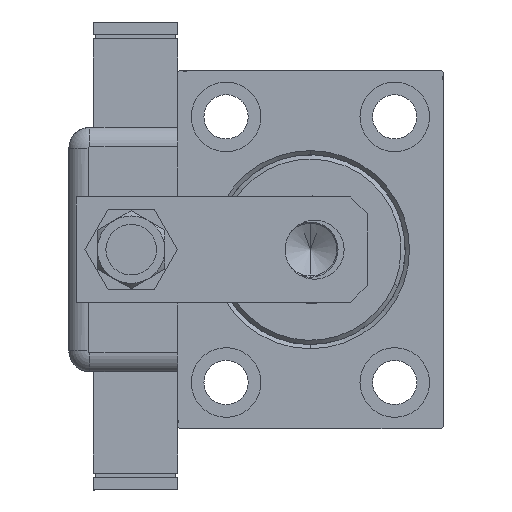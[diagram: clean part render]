
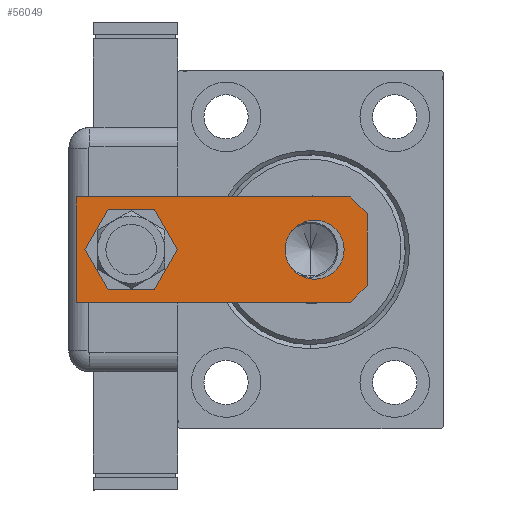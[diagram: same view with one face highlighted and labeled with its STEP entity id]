
A CAD part, left-side view. The second image highlights one B-rep face of the part: STEP entity #56049.
In plain terms, the highlighted face is planar.
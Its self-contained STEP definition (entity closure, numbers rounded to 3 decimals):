
#1878 = CARTESIAN_POINT ( 'NONE',  ( 0., 12.5, 0. ) ) ;
#2326 = ORIENTED_EDGE ( 'NONE', *, *, #59409, .T. ) ;
#5366 = EDGE_CURVE ( 'NONE', #22227, #27792, #43255, .T. ) ;
#5460 = VECTOR ( 'NONE', #12099, 1000. ) ;
#6116 = ORIENTED_EDGE ( 'NONE', *, *, #39258, .T. ) ;
#6982 = CARTESIAN_POINT ( 'NONE',  ( 8.5, 0., 0. ) ) ;
#7529 = LINE ( 'NONE', #12327, #59088 ) ;
#8002 = VERTEX_POINT ( 'NONE', #24921 ) ;
#9460 = DIRECTION ( 'NONE',  ( 1., 0., 0. ) ) ;
#9736 = DIRECTION ( 'NONE',  ( 0., 0., 1. ) ) ;
#10261 = VERTEX_POINT ( 'NONE', #6982 ) ;
#11169 = VECTOR ( 'NONE', #52919, 1000. ) ;
#12099 = DIRECTION ( 'NONE',  ( -0.707, -0.707, 0. ) ) ;
#12320 = CARTESIAN_POINT ( 'NONE',  ( 0., 0., 0. ) ) ;
#12327 = CARTESIAN_POINT ( 'NONE',  ( 12.5, 69., 0. ) ) ;
#13779 = EDGE_CURVE ( 'NONE', #32810, #28092, #7529, .T. ) ;
#14241 = LINE ( 'NONE', #48530, #5460 ) ;
#14416 = AXIS2_PLACEMENT_3D ( 'NONE', #1878, #47612, #56970 ) ;
#15492 = CARTESIAN_POINT ( 'NONE',  ( -7., 56., 0. ) ) ;
#15687 = CARTESIAN_POINT ( 'NONE',  ( 12.5, 4., 0. ) ) ;
#16091 = DIRECTION ( 'NONE',  ( 1., 0., 0. ) ) ;
#16129 = DIRECTION ( 'NONE',  ( 1., 0., 0. ) ) ;
#16202 = AXIS2_PLACEMENT_3D ( 'NONE', #12320, #30661, #35810 ) ;
#16813 = FACE_BOUND ( 'NONE', #36023, .T. ) ;
#22227 = VERTEX_POINT ( 'NONE', #54719 ) ;
#23287 = EDGE_LOOP ( 'NONE', ( #27905, #6116 ) ) ;
#24152 = CARTESIAN_POINT ( 'NONE',  ( 0., 56., 0. ) ) ;
#24921 = CARTESIAN_POINT ( 'NONE',  ( 7., 12.5, 0. ) ) ;
#25179 = CARTESIAN_POINT ( 'NONE',  ( -8.5, 0., 0. ) ) ;
#25672 = AXIS2_PLACEMENT_3D ( 'NONE', #51953, #48324, #16091 ) ;
#25856 = PLANE ( 'NONE',  #16202 ) ;
#26599 = DIRECTION ( 'NONE',  ( 0., 1., 0. ) ) ;
#27072 = ORIENTED_EDGE ( 'NONE', *, *, #50750, .T. ) ;
#27483 = CIRCLE ( 'NONE', #25672, 7. ) ;
#27792 = VERTEX_POINT ( 'NONE', #48257 ) ;
#27905 = ORIENTED_EDGE ( 'NONE', *, *, #36278, .T. ) ;
#27939 = VECTOR ( 'NONE', #30281, 1000. ) ;
#28092 = VERTEX_POINT ( 'NONE', #58712 ) ;
#28667 = DIRECTION ( 'NONE',  ( 1., 0., 0. ) ) ;
#29900 = EDGE_LOOP ( 'NONE', ( #56300, #56728, #32395, #58907, #52662, #27072 ) ) ;
#30281 = DIRECTION ( 'NONE',  ( -0.707, 0.707, 0. ) ) ;
#30661 = DIRECTION ( 'NONE',  ( 0., 0., 1. ) ) ;
#32395 = ORIENTED_EDGE ( 'NONE', *, *, #45577, .F. ) ;
#32685 = AXIS2_PLACEMENT_3D ( 'NONE', #24152, #9736, #28667 ) ;
#32810 = VERTEX_POINT ( 'NONE', #54834 ) ;
#34363 = VECTOR ( 'NONE', #9460, 1000. ) ;
#35810 = DIRECTION ( 'NONE',  ( 1., 0., 0. ) ) ;
#36023 = EDGE_LOOP ( 'NONE', ( #2326, #52753 ) ) ;
#36278 = EDGE_CURVE ( 'NONE', #50501, #36592, #53851, .T. ) ;
#36520 = CIRCLE ( 'NONE', #14416, 7. ) ;
#36592 = VERTEX_POINT ( 'NONE', #41586 ) ;
#39258 = EDGE_CURVE ( 'NONE', #36592, #50501, #50083, .T. ) ;
#39327 = DIRECTION ( 'NONE',  ( 0., 0., 1. ) ) ;
#41586 = CARTESIAN_POINT ( 'NONE',  ( 7., 56., 0. ) ) ;
#43014 = VERTEX_POINT ( 'NONE', #15687 ) ;
#43255 = LINE ( 'NONE', #25179, #27939 ) ;
#44460 = CARTESIAN_POINT ( 'NONE',  ( -12.5, 69., 0. ) ) ;
#45577 = EDGE_CURVE ( 'NONE', #28092, #27792, #57133, .T. ) ;
#47612 = DIRECTION ( 'NONE',  ( 0., 0., 1. ) ) ;
#48176 = AXIS2_PLACEMENT_3D ( 'NONE', #57396, #39327, #16129 ) ;
#48257 = CARTESIAN_POINT ( 'NONE',  ( -12.5, 4., 0. ) ) ;
#48324 = DIRECTION ( 'NONE',  ( 0., 0., 1. ) ) ;
#48384 = EDGE_CURVE ( 'NONE', #8002, #55259, #27483, .T. ) ;
#48530 = CARTESIAN_POINT ( 'NONE',  ( 12.5, 4., 0. ) ) ;
#49067 = DIRECTION ( 'NONE',  ( -1., 0., 0. ) ) ;
#49424 = CARTESIAN_POINT ( 'NONE',  ( -7., 12.5, 0. ) ) ;
#50083 = CIRCLE ( 'NONE', #48176, 7. ) ;
#50409 = CARTESIAN_POINT ( 'NONE',  ( -12.5, 0., 0. ) ) ;
#50501 = VERTEX_POINT ( 'NONE', #15492 ) ;
#50750 = EDGE_CURVE ( 'NONE', #43014, #10261, #14241, .T. ) ;
#51682 = EDGE_CURVE ( 'NONE', #22227, #10261, #54329, .T. ) ;
#51953 = CARTESIAN_POINT ( 'NONE',  ( 0., 12.5, 0. ) ) ;
#52662 = ORIENTED_EDGE ( 'NONE', *, *, #54975, .F. ) ;
#52733 = VECTOR ( 'NONE', #26599, 1000. ) ;
#52753 = ORIENTED_EDGE ( 'NONE', *, *, #48384, .T. ) ;
#52919 = DIRECTION ( 'NONE',  ( 0., -1., 0. ) ) ;
#53284 = FACE_BOUND ( 'NONE', #23287, .T. ) ;
#53720 = LINE ( 'NONE', #58532, #52733 ) ;
#53851 = CIRCLE ( 'NONE', #32685, 7. ) ;
#54329 = LINE ( 'NONE', #50409, #34363 ) ;
#54719 = CARTESIAN_POINT ( 'NONE',  ( -8.5, 0., 0. ) ) ;
#54834 = CARTESIAN_POINT ( 'NONE',  ( 12.5, 69., 0. ) ) ;
#54975 = EDGE_CURVE ( 'NONE', #43014, #32810, #53720, .T. ) ;
#55259 = VERTEX_POINT ( 'NONE', #49424 ) ;
#56049 = ADVANCED_FACE ( 'NONE', ( #58089, #53284, #16813 ), #25856, .F. ) ;
#56300 = ORIENTED_EDGE ( 'NONE', *, *, #51682, .F. ) ;
#56728 = ORIENTED_EDGE ( 'NONE', *, *, #5366, .T. ) ;
#56970 = DIRECTION ( 'NONE',  ( 1., 0., 0. ) ) ;
#57133 = LINE ( 'NONE', #44460, #11169 ) ;
#57396 = CARTESIAN_POINT ( 'NONE',  ( 0., 56., 0. ) ) ;
#58089 = FACE_OUTER_BOUND ( 'NONE', #29900, .T. ) ;
#58532 = CARTESIAN_POINT ( 'NONE',  ( 12.5, 0., 0. ) ) ;
#58712 = CARTESIAN_POINT ( 'NONE',  ( -12.5, 69., 0. ) ) ;
#58907 = ORIENTED_EDGE ( 'NONE', *, *, #13779, .F. ) ;
#59088 = VECTOR ( 'NONE', #49067, 1000. ) ;
#59409 = EDGE_CURVE ( 'NONE', #55259, #8002, #36520, .T. ) ;
